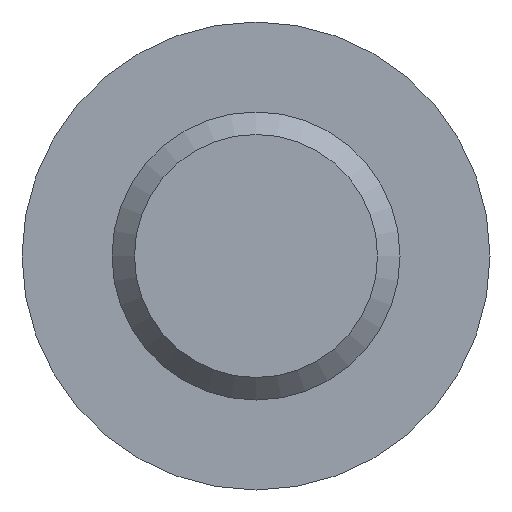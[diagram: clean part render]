
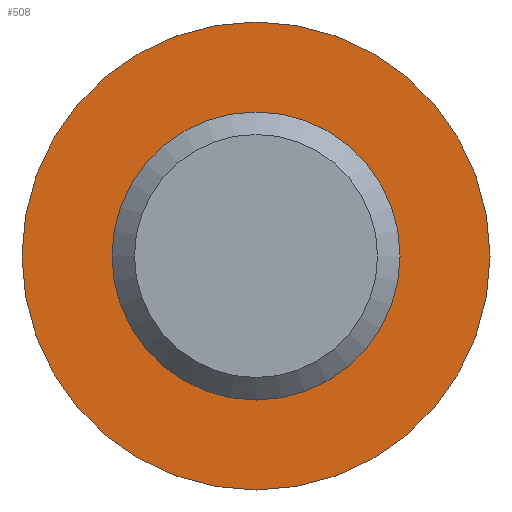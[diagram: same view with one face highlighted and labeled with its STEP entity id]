
A CAD part, front view. The second image highlights one B-rep face of the part: STEP entity #508.
In plain terms, the highlighted planar face has unit normal (0, -1, 0).
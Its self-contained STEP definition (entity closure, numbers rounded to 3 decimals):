
#2 = ORIENTED_EDGE ( 'NONE', *, *, #212, .F. ) ;
#13 = FACE_OUTER_BOUND ( 'NONE', #403, .T. ) ;
#22 = DIRECTION ( 'NONE',  ( 0., -1., 0. ) ) ;
#60 = DIRECTION ( 'NONE',  ( 0., 1., 0. ) ) ;
#62 = AXIS2_PLACEMENT_3D ( 'NONE', #143, #103, #435 ) ;
#74 = EDGE_LOOP ( 'NONE', ( #2 ) ) ;
#103 = DIRECTION ( 'NONE',  ( 0., -1., 0. ) ) ;
#142 = FACE_BOUND ( 'NONE', #74, .T. ) ;
#143 = CARTESIAN_POINT ( 'NONE',  ( 0., 80., 0. ) ) ;
#175 = PLANE ( 'NONE',  #200 ) ;
#196 = VERTEX_POINT ( 'NONE', #362 ) ;
#200 = AXIS2_PLACEMENT_3D ( 'NONE', #431, #60, #511 ) ;
#206 = ORIENTED_EDGE ( 'NONE', *, *, #516, .T. ) ;
#212 = EDGE_CURVE ( 'NONE', #262, #262, #451, .T. ) ;
#228 = CARTESIAN_POINT ( 'NONE',  ( 0., 80., 0. ) ) ;
#262 = VERTEX_POINT ( 'NONE', #437 ) ;
#291 = AXIS2_PLACEMENT_3D ( 'NONE', #228, #22, #476 ) ;
#362 = CARTESIAN_POINT ( 'NONE',  ( 0., 80., -6.5 ) ) ;
#403 = EDGE_LOOP ( 'NONE', ( #206 ) ) ;
#431 = CARTESIAN_POINT ( 'NONE',  ( -4., 80., 0. ) ) ;
#435 = DIRECTION ( 'NONE',  ( 0., 0., -1. ) ) ;
#437 = CARTESIAN_POINT ( 'NONE',  ( 0., 80., -4. ) ) ;
#451 = CIRCLE ( 'NONE', #62, 4. ) ;
#476 = DIRECTION ( 'NONE',  ( 0., 0., -1. ) ) ;
#508 = ADVANCED_FACE ( 'NONE', ( #142, #13 ), #175, .F. ) ;
#511 = DIRECTION ( 'NONE',  ( 0., 0., 1. ) ) ;
#516 = EDGE_CURVE ( 'NONE', #196, #196, #534, .T. ) ;
#534 = CIRCLE ( 'NONE', #291, 6.5 ) ;
